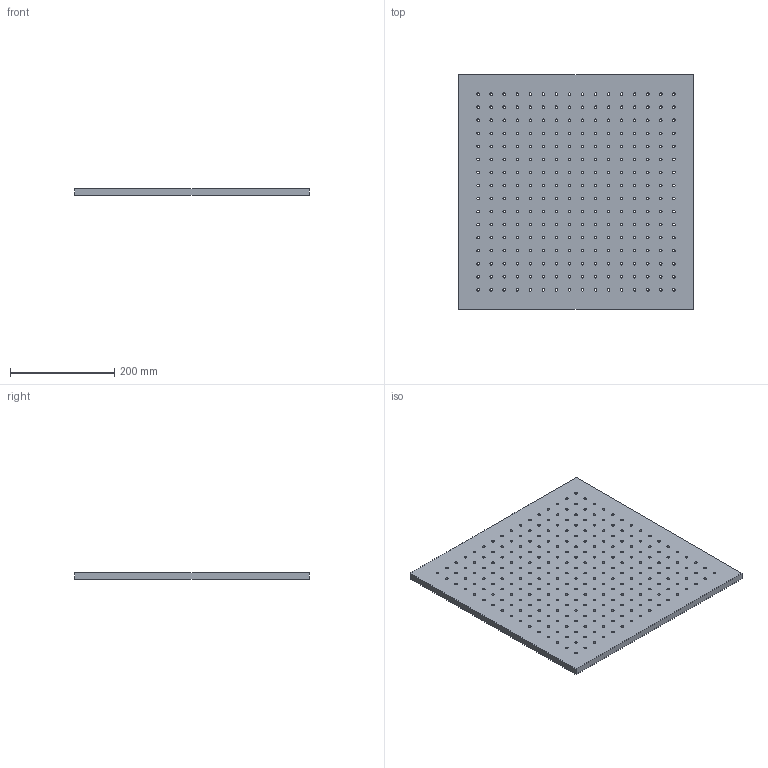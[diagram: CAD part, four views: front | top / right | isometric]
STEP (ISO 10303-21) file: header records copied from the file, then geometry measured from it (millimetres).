
FILE_DESCRIPTION (( 'STEP AP214' ), '1' );
FILE_NAME ('516006.STEP', '2019-10-28T02:44:47', ( 'user' ), ( '微软中国' ), 'SwSTEP 2.0', 'SolidWorks 2016', '' );
FILE_SCHEMA (( 'AUTOMOTIVE_DESIGN' ));
Length unit declared in the file: millimetre
Products named in the file (1): 516006
Bounding box: 450 x 450 x 13 mm (x, y, z)
Volume: 2567154.9 mm3; surface area: 470623 mm2
Topology: 1 solids, 1 shells, 518 faces, 1548 edges, 1032 vertices
Faces by surface type: cylinder 512, plane 6
Entity records: 19134 total; most frequent: DIRECTION 3610, CARTESIAN_POINT 3099, ORIENTED_EDGE 3096, EDGE_CURVE 1548, AXIS2_PLACEMENT_3D 1543, VERTEX_POINT 1032, EDGE_LOOP 1030, CIRCLE 1024
